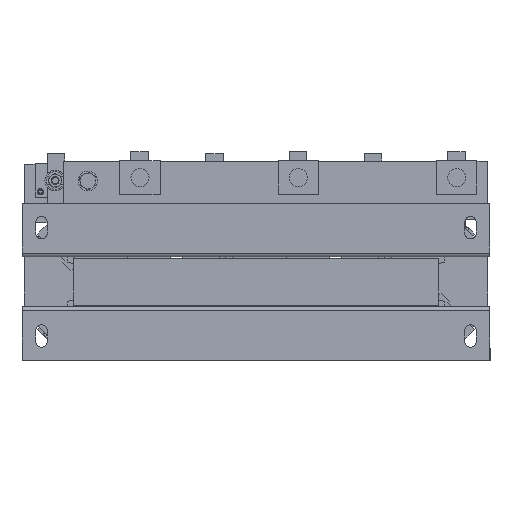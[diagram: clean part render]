
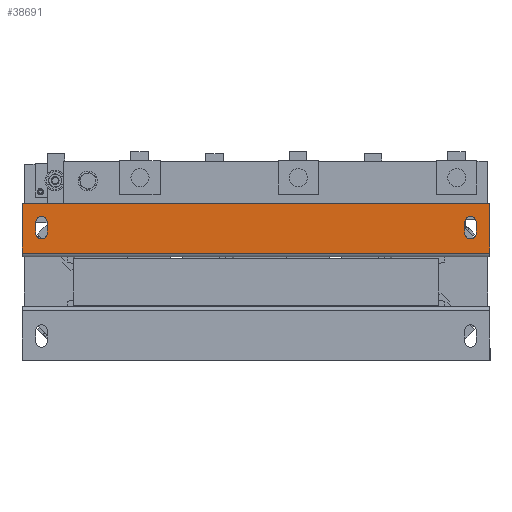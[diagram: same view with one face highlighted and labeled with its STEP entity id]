
A CAD part, front view. The second image highlights one B-rep face of the part: STEP entity #38691.
In plain terms, the highlighted planar face has unit normal (0, -1, 0).
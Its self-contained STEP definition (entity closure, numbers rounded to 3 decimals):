
#397 = CARTESIAN_POINT ( 'NONE',  ( -240., -101.5, 29.5 ) ) ;
#448 = VECTOR ( 'NONE', #26150, 1000. ) ;
#492 = VERTEX_POINT ( 'NONE', #30926 ) ;
#1506 = EDGE_CURVE ( 'Defeature ausgef�hrt3_468+Defeature ausgef�hrt3_1277+Defeature ausgef�hrt3_1276+Defeature ausgef�hrt3_1278', #1967, #10295, #46179, .T. ) ;
#1967 = VERTEX_POINT ( 'NONE', #32572 ) ;
#2208 = LINE ( 'NONE', #397, #448 ) ;
#3067 = CARTESIAN_POINT ( 'NONE',  ( -226., -101.5, 61. ) ) ;
#3776 = FACE_BOUND ( 'NONE', #44074, .T. ) ;
#3829 = CARTESIAN_POINT ( 'NONE',  ( -226., -101.5, 50. ) ) ;
#4913 = EDGE_CURVE ( 'Defeature ausgef�hrt3_468+Defeature ausgef�hrt3_1275+Defeature ausgef�hrt3_1272+Defeature ausgef�hrt3_1274', #26889, #36674, #34263, .T. ) ;
#5073 = CARTESIAN_POINT ( 'NONE',  ( -240., -101.5, 25.5 ) ) ;
#6119 = AXIS2_PLACEMENT_3D ( 'NONE', #17906, #43304, #28687 ) ;
#6152 = DIRECTION ( 'NONE',  ( 0., 0., -1. ) ) ;
#7408 = VERTEX_POINT ( 'NONE', #13431 ) ;
#8233 = AXIS2_PLACEMENT_3D ( 'NONE', #29640, #11291, #26108 ) ;
#8673 = CARTESIAN_POINT ( 'NONE',  ( 220., -101.5, 50. ) ) ;
#9126 = CARTESIAN_POINT ( 'NONE',  ( -220., -101.5, 61. ) ) ;
#9308 = DIRECTION ( 'NONE',  ( 0., 0., 1. ) ) ;
#9673 = ORIENTED_EDGE ( 'NONE', *, *, #20746, .T. ) ;
#10168 = EDGE_CURVE ( 'Defeature ausgef�hrt3_468+Defeature ausgef�hrt3_1278+Defeature ausgef�hrt3_1277+Defeature ausgef�hrt3_1279', #10295, #19865, #12322, .T. ) ;
#10186 = CARTESIAN_POINT ( 'NONE',  ( 220., -101.5, 67. ) ) ;
#10295 = VERTEX_POINT ( 'NONE', #41532 ) ;
#11045 = AXIS2_PLACEMENT_3D ( 'NONE', #27723, #46163, #12627 ) ;
#11064 = LINE ( 'NONE', #44707, #41595 ) ;
#11291 = DIRECTION ( 'NONE',  ( 0., 1., 0. ) ) ;
#12322 = CIRCLE ( 'NONE', #8233, 6. ) ;
#12324 = AXIS2_PLACEMENT_3D ( 'NONE', #9126, #19749, #27784 ) ;
#12627 = DIRECTION ( 'NONE',  ( 0., 0., 1. ) ) ;
#12640 = ORIENTED_EDGE ( 'NONE', *, *, #19585, .T. ) ;
#12909 = EDGE_CURVE ( 'Defeature ausgef�hrt3_467+Defeature ausgef�hrt3_468+Defeature ausgef�hrt3_473+Defeature ausgef�hrt3_471', #7408, #492, #32805, .T. ) ;
#13431 = CARTESIAN_POINT ( 'NONE',  ( -240., -101.5, 29.5 ) ) ;
#13905 = VERTEX_POINT ( 'NONE', #10186 ) ;
#14814 = CARTESIAN_POINT ( 'NONE',  ( 240., -101.5, 25.5 ) ) ;
#15173 = VERTEX_POINT ( 'NONE', #40324 ) ;
#15909 = DIRECTION ( 'NONE',  ( 0., 0., 1. ) ) ;
#17519 = ORIENTED_EDGE ( 'NONE', *, *, #4913, .T. ) ;
#17906 = CARTESIAN_POINT ( 'NONE',  ( -220., -101.5, 61. ) ) ;
#17975 = EDGE_CURVE ( 'Defeature ausgef�hrt3_1273+Defeature ausgef�hrt3_468+Defeature ausgef�hrt3_1272+Defeature ausgef�hrt3_1274', #21137, #15173, #44069, .T. ) ;
#18243 = CARTESIAN_POINT ( 'NONE',  ( -220., -101.5, 67. ) ) ;
#18631 = LINE ( 'NONE', #29527, #41088 ) ;
#19161 = AXIS2_PLACEMENT_3D ( 'NONE', #21263, #36403, #43081 ) ;
#19585 = EDGE_CURVE ( 'Defeature ausgef�hrt3_468+Defeature ausgef�hrt3_1276+Defeature ausgef�hrt3_1279+Defeature ausgef�hrt3_1277', #45966, #1967, #28949, .T. ) ;
#19749 = DIRECTION ( 'NONE',  ( 0., 1., 0. ) ) ;
#19752 = DIRECTION ( 'NONE',  ( 0., 1., 0. ) ) ;
#19865 = VERTEX_POINT ( 'NONE', #3829 ) ;
#20306 = ORIENTED_EDGE ( 'NONE', *, *, #38464, .F. ) ;
#20711 = CIRCLE ( 'NONE', #6119, 6. ) ;
#20746 = EDGE_CURVE ( 'Defeature ausgef�hrt3_468+Defeature ausgef�hrt3_1272+Defeature ausgef�hrt3_1273+Defeature ausgef�hrt3_1275', #21137, #13905, #46687, .T. ) ;
#21037 = CARTESIAN_POINT ( 'NONE',  ( 226., -101.5, 61. ) ) ;
#21137 = VERTEX_POINT ( 'NONE', #34756 ) ;
#21263 = CARTESIAN_POINT ( 'NONE',  ( 220., -101.5, 61. ) ) ;
#21797 = DIRECTION ( 'NONE',  ( 1., 0., 0. ) ) ;
#21866 = VECTOR ( 'NONE', #34229, 1000. ) ;
#22041 = AXIS2_PLACEMENT_3D ( 'NONE', #8673, #19752, #15909 ) ;
#22758 = EDGE_CURVE ( 'Defeature ausgef�hrt3_468+Defeature ausgef�hrt3_474+Defeature ausgef�hrt3_467+Defeature ausgef�hrt3_470', #7408, #26292, #2208, .T. ) ;
#23215 = VECTOR ( 'NONE', #26023, 1000. ) ;
#23797 = DIRECTION ( 'NONE',  ( 0., 1., 0. ) ) ;
#25705 = CARTESIAN_POINT ( 'NONE',  ( -214., -101.5, 61. ) ) ;
#26023 = DIRECTION ( 'NONE',  ( 0., 0., -1. ) ) ;
#26108 = DIRECTION ( 'NONE',  ( 0., 0., 1. ) ) ;
#26150 = DIRECTION ( 'NONE',  ( 1., 0., 0. ) ) ;
#26292 = VERTEX_POINT ( 'NONE', #32478 ) ;
#26448 = ORIENTED_EDGE ( 'NONE', *, *, #31428, .T. ) ;
#26681 = ORIENTED_EDGE ( 'NONE', *, *, #22758, .T. ) ;
#26889 = VERTEX_POINT ( 'NONE', #21037 ) ;
#27395 = ORIENTED_EDGE ( 'NONE', *, *, #40364, .F. ) ;
#27723 = CARTESIAN_POINT ( 'NONE',  ( 220., -101.5, 61. ) ) ;
#27784 = DIRECTION ( 'NONE',  ( 0., 0., 1. ) ) ;
#27826 = ORIENTED_EDGE ( 'NONE', *, *, #1506, .T. ) ;
#28463 = CARTESIAN_POINT ( 'NONE',  ( 214., -101.5, 61. ) ) ;
#28541 = VECTOR ( 'NONE', #32033, 1000. ) ;
#28687 = DIRECTION ( 'NONE',  ( 0., 0., 1. ) ) ;
#28949 = CIRCLE ( 'NONE', #12324, 6. ) ;
#29527 = CARTESIAN_POINT ( 'NONE',  ( -240., -101.5, 80.5 ) ) ;
#29537 = CARTESIAN_POINT ( 'NONE',  ( 226., -101.5, 50. ) ) ;
#29640 = CARTESIAN_POINT ( 'NONE',  ( -220., -101.5, 50. ) ) ;
#30272 = PLANE ( 'NONE',  #45378 ) ;
#30848 = FACE_BOUND ( 'NONE', #47185, .T. ) ;
#30926 = CARTESIAN_POINT ( 'NONE',  ( -240., -101.5, 80.5 ) ) ;
#31428 = EDGE_CURVE ( 'Defeature ausgef�hrt3_468+Defeature ausgef�hrt3_1274+Defeature ausgef�hrt3_1275+Defeature ausgef�hrt3_1273', #36674, #15173, #38806, .T. ) ;
#31661 = ORIENTED_EDGE ( 'NONE', *, *, #40862, .F. ) ;
#32033 = DIRECTION ( 'NONE',  ( 0., 0., -1. ) ) ;
#32478 = CARTESIAN_POINT ( 'NONE',  ( 240., -101.5, 29.5 ) ) ;
#32572 = CARTESIAN_POINT ( 'NONE',  ( -214., -101.5, 61. ) ) ;
#32805 = LINE ( 'NONE', #5073, #21866 ) ;
#33017 = DIRECTION ( 'NONE',  ( 0., 0., -1. ) ) ;
#33071 = VECTOR ( 'NONE', #6152, 1000. ) ;
#33203 = EDGE_LOOP ( 'NONE', ( #27395, #45123, #26681, #20306 ) ) ;
#33777 = ORIENTED_EDGE ( 'NONE', *, *, #42328, .T. ) ;
#34229 = DIRECTION ( 'NONE',  ( 0., 0., 1. ) ) ;
#34263 = LINE ( 'NONE', #43115, #33071 ) ;
#34756 = CARTESIAN_POINT ( 'NONE',  ( 214., -101.5, 61. ) ) ;
#36403 = DIRECTION ( 'NONE',  ( 0., 1., 0. ) ) ;
#36674 = VERTEX_POINT ( 'NONE', #29537 ) ;
#36922 = DIRECTION ( 'NONE',  ( 0., 0., -1. ) ) ;
#37569 = VERTEX_POINT ( 'NONE', #3067 ) ;
#38313 = FACE_OUTER_BOUND ( 'NONE', #33203, .T. ) ;
#38435 = CIRCLE ( 'NONE', #11045, 6. ) ;
#38464 = EDGE_CURVE ( 'Defeature ausgef�hrt3_470+Defeature ausgef�hrt3_468+Defeature ausgef�hrt3_471+Defeature ausgef�hrt3_472', #40174, #26292, #40045, .T. ) ;
#38691 = ADVANCED_FACE ( 'Defeature ausgef�hrt3_468', ( #3776, #30848, #38313 ), #30272, .F. ) ;
#38806 = CIRCLE ( 'NONE', #22041, 6. ) ;
#38902 = VECTOR ( 'NONE', #33017, 1000. ) ;
#39232 = ORIENTED_EDGE ( 'NONE', *, *, #17975, .F. ) ;
#40045 = LINE ( 'NONE', #14814, #38902 ) ;
#40174 = VERTEX_POINT ( 'NONE', #42407 ) ;
#40324 = CARTESIAN_POINT ( 'NONE',  ( 214., -101.5, 50. ) ) ;
#40364 = EDGE_CURVE ( 'Defeature ausgef�hrt3_471+Defeature ausgef�hrt3_468+Defeature ausgef�hrt3_467+Defeature ausgef�hrt3_470', #492, #40174, #18631, .T. ) ;
#40862 = EDGE_CURVE ( 'Defeature ausgef�hrt3_1279+Defeature ausgef�hrt3_468+Defeature ausgef�hrt3_1276+Defeature ausgef�hrt3_1278', #37569, #19865, #11064, .T. ) ;
#41088 = VECTOR ( 'NONE', #21797, 1000. ) ;
#41532 = CARTESIAN_POINT ( 'NONE',  ( -214., -101.5, 50. ) ) ;
#41595 = VECTOR ( 'NONE', #36922, 1000. ) ;
#42328 = EDGE_CURVE ( 'Defeature ausgef�hrt3_468+Defeature ausgef�hrt3_1276+Defeature ausgef�hrt3_1279+Defeature ausgef�hrt3_1277', #37569, #45966, #20711, .T. ) ;
#42407 = CARTESIAN_POINT ( 'NONE',  ( 240., -101.5, 80.5 ) ) ;
#43061 = EDGE_CURVE ( 'Defeature ausgef�hrt3_468+Defeature ausgef�hrt3_1272+Defeature ausgef�hrt3_1273+Defeature ausgef�hrt3_1275', #13905, #26889, #38435, .T. ) ;
#43081 = DIRECTION ( 'NONE',  ( 0., 0., 1. ) ) ;
#43115 = CARTESIAN_POINT ( 'NONE',  ( 226., -101.5, 61. ) ) ;
#43304 = DIRECTION ( 'NONE',  ( 0., 1., 0. ) ) ;
#44069 = LINE ( 'NONE', #28463, #28541 ) ;
#44074 = EDGE_LOOP ( 'NONE', ( #31661, #33777, #12640, #27826, #47363 ) ) ;
#44707 = CARTESIAN_POINT ( 'NONE',  ( -226., -101.5, 61. ) ) ;
#45000 = CARTESIAN_POINT ( 'NONE',  ( 0., -101.5, 53. ) ) ;
#45123 = ORIENTED_EDGE ( 'NONE', *, *, #12909, .F. ) ;
#45378 = AXIS2_PLACEMENT_3D ( 'NONE', #45000, #23797, #9308 ) ;
#45966 = VERTEX_POINT ( 'NONE', #18243 ) ;
#46163 = DIRECTION ( 'NONE',  ( 0., 1., 0. ) ) ;
#46179 = LINE ( 'NONE', #25705, #23215 ) ;
#46687 = CIRCLE ( 'NONE', #19161, 6. ) ;
#47185 = EDGE_LOOP ( 'NONE', ( #39232, #9673, #47438, #17519, #26448 ) ) ;
#47363 = ORIENTED_EDGE ( 'NONE', *, *, #10168, .T. ) ;
#47438 = ORIENTED_EDGE ( 'NONE', *, *, #43061, .T. ) ;
